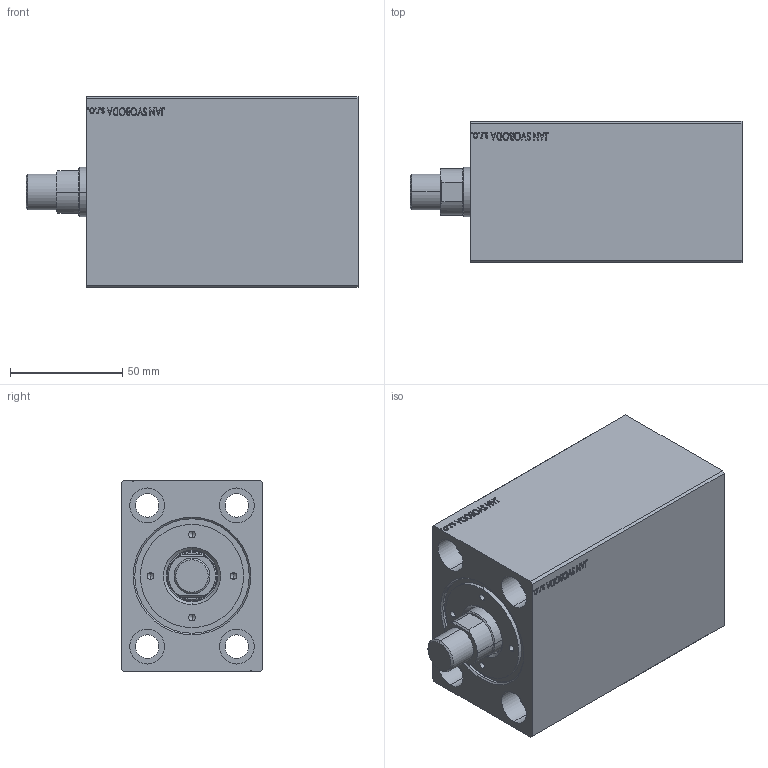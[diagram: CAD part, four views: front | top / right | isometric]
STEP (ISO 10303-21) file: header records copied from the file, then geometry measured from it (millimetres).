
FILE_DESCRIPTION (( 'STEP AP203' ), '1' );
FILE_NAME ('c1c8.STEP', '2020-10-12T12:05:01', ( '' ), ( '' ), 'SwSTEP 2.0', 'SolidWorks 2019', '' );
FILE_SCHEMA (( 'CONFIG_CONTROL_DESIGN' ));
Length unit declared in the file: millimetre
Products named in the file (5): V500CZ_VC_vysunovaci_C 0d09488c3e1c7708b9baa07dac7a0f20; V500CZ_MALE_METRIC 0d09488c3e1c7708b9baa07dac7a0f20; c1c8; V500CZ_VCP_C 0d09488c3e1c7708b9baa07dac7a0f20; V500CZ_C 0d09488c3e1c7708b9baa07dac7a0f20
Assembly tree (4 placements, depth 2):
  c1c8
    V500CZ_C 0d09488c3e1c7708b9baa07dac7a0f20
    V500CZ_VC_vysunovaci_C 0d09488c3e1c7708b9baa07dac7a0f20
    V500CZ_VCP_C 0d09488c3e1c7708b9baa07dac7a0f20
    V500CZ_MALE_METRIC 0d09488c3e1c7708b9baa07dac7a0f20
Bounding box: 148 x 63 x 85 mm (x, y, z)
Volume: 556630.7 mm3; surface area: 94875.1 mm2
Topology: 4 solids, 4 shells, 884 faces, 2248 edges, 1487 vertices
Faces by surface type: plane 413, bspline 380, cylinder 71, cone 18, torus 2
Entity records: 44510 total; most frequent: CARTESIAN_POINT 25106, ORIENTED_EDGE 4480, DIRECTION 2657, EDGE_CURVE 2240, VERTEX_POINT 1487, VECTOR 1317, LINE 1317, EDGE_LOOP 1017
